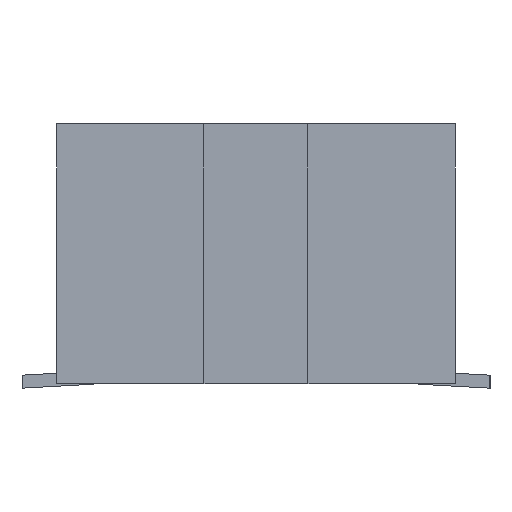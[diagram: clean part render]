
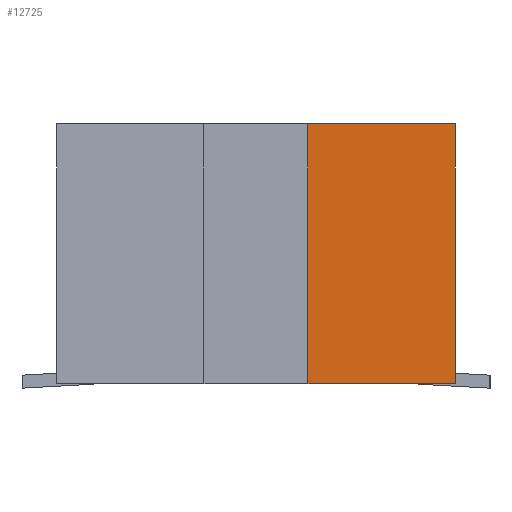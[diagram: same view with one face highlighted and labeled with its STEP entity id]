
A CAD part, left-side view. The second image highlights one B-rep face of the part: STEP entity #12725.
In plain terms, the highlighted planar face has unit normal (-1, 0, 0).
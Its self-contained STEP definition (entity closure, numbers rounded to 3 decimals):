
#12715 = VERTEX_POINT ( 'NONE', #30374 ) ;
#12717 = VERTEX_POINT ( 'NONE', #30373 ) ;
#12718 = EDGE_CURVE ( 'NONE', #12719, #12717, #30372, .T. ) ;
#12719 = VERTEX_POINT ( 'NONE', #30368 ) ;
#12725 = ADVANCED_FACE ( 'NONE', ( #30365 ), #30364, .T. ) ;
#12726 = ORIENTED_EDGE ( 'NONE', *, *, #12732, .T. ) ;
#12728 = EDGE_LOOP ( 'NONE', ( #12726, #12798, #12799, #12802 ) ) ;
#12732 = EDGE_CURVE ( 'NONE', #12715, #12717, #30422, .T. ) ;
#12798 = ORIENTED_EDGE ( 'NONE', *, *, #12718, .F. ) ;
#12799 = ORIENTED_EDGE ( 'NONE', *, *, #12800, .F. ) ;
#12800 = EDGE_CURVE ( 'NONE', #12801, #12719, #30506, .T. ) ;
#12801 = VERTEX_POINT ( 'NONE', #30502 ) ;
#12802 = ORIENTED_EDGE ( 'NONE', *, *, #12803, .T. ) ;
#12803 = EDGE_CURVE ( 'NONE', #12801, #12715, #30501, .T. ) ;
#30360 = DIRECTION ( 'NONE',  ( 0., -1., 0. ) ) ;
#30361 = DIRECTION ( 'NONE',  ( -1., 0., 0. ) ) ;
#30362 = CARTESIAN_POINT ( 'NONE',  ( -21.25, -2.3, 3.05 ) ) ;
#30363 = AXIS2_PLACEMENT_3D ( 'NONE', #30362, #30361, #30360 ) ;
#30364 = PLANE ( 'NONE',  #30363 ) ;
#30365 = FACE_OUTER_BOUND ( 'NONE', #12728, .T. ) ;
#30368 = CARTESIAN_POINT ( 'NONE',  ( -21.25, -2.3, 0.05 ) ) ;
#30369 = DIRECTION ( 'NONE',  ( 0., 1., 0. ) ) ;
#30370 = VECTOR ( 'NONE', #30369, 1000. ) ;
#30371 = CARTESIAN_POINT ( 'NONE',  ( -21.25, -2.3, 0.05 ) ) ;
#30372 = LINE ( 'NONE', #30371, #30370 ) ;
#30373 = CARTESIAN_POINT ( 'NONE',  ( -21.25, -0.6, 0.05 ) ) ;
#30374 = CARTESIAN_POINT ( 'NONE',  ( -21.25, -0.6, 3.05 ) ) ;
#30418 = DIRECTION ( 'NONE',  ( 0., 0., -1. ) ) ;
#30419 = VECTOR ( 'NONE', #30418, 1000. ) ;
#30420 = CARTESIAN_POINT ( 'NONE',  ( -21.25, -0.6, 3.05 ) ) ;
#30422 = LINE ( 'NONE', #30420, #30419 ) ;
#30498 = DIRECTION ( 'NONE',  ( 0., 1., 0. ) ) ;
#30499 = VECTOR ( 'NONE', #30498, 1000. ) ;
#30500 = CARTESIAN_POINT ( 'NONE',  ( -21.25, -2.3, 3.05 ) ) ;
#30501 = LINE ( 'NONE', #30500, #30499 ) ;
#30502 = CARTESIAN_POINT ( 'NONE',  ( -21.25, -2.3, 3.05 ) ) ;
#30503 = DIRECTION ( 'NONE',  ( 0., 0., -1. ) ) ;
#30504 = VECTOR ( 'NONE', #30503, 1000. ) ;
#30505 = CARTESIAN_POINT ( 'NONE',  ( -21.25, -2.3, 3.05 ) ) ;
#30506 = LINE ( 'NONE', #30505, #30504 ) ;
